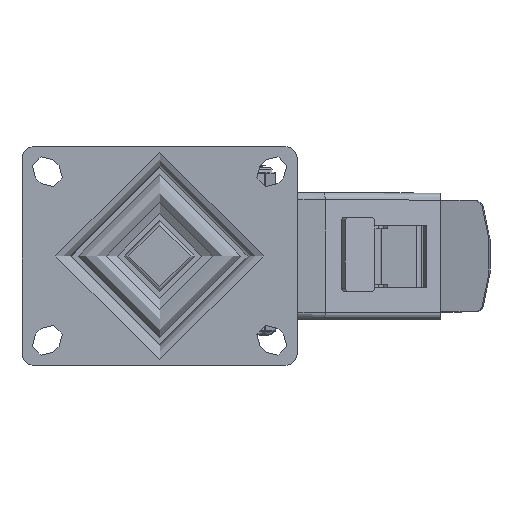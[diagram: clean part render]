
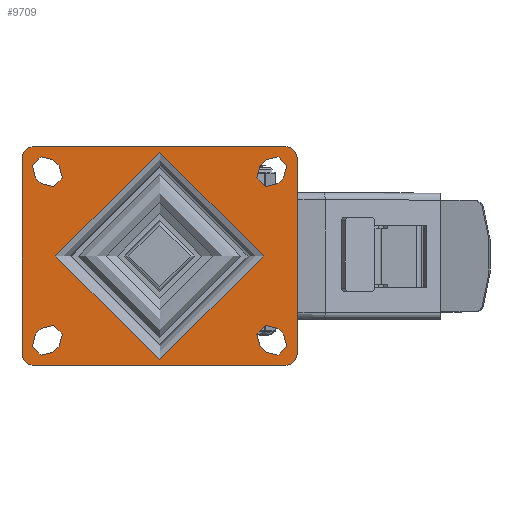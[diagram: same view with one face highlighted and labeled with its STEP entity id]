
A CAD part, top view. The second image highlights one B-rep face of the part: STEP entity #9709.
In plain terms, the highlighted planar face has unit normal (0, 0, 1).
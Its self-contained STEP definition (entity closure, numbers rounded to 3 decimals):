
#431=FACE_BOUND('',#3467,.T.);
#432=FACE_BOUND('',#3468,.T.);
#433=FACE_BOUND('',#3469,.T.);
#434=FACE_BOUND('',#3470,.T.);
#435=FACE_BOUND('',#3471,.T.);
#613=PLANE('',#10606);
#1261=LINE('',#16345,#2010);
#1265=LINE('',#16357,#2014);
#1269=LINE('',#16369,#2018);
#1273=LINE('',#16381,#2022);
#1277=LINE('',#16393,#2026);
#1281=LINE('',#16405,#2030);
#1285=LINE('',#16417,#2034);
#1289=LINE('',#16429,#2038);
#1305=LINE('',#16546,#2054);
#1307=LINE('',#16549,#2056);
#1309=LINE('',#16552,#2058);
#1310=LINE('',#16553,#2059);
#2010=VECTOR('',#12159,10.);
#2014=VECTOR('',#12171,10.);
#2018=VECTOR('',#12183,10.);
#2022=VECTOR('',#12195,10.);
#2026=VECTOR('',#12207,10.);
#2030=VECTOR('',#12219,10.);
#2034=VECTOR('',#12231,10.);
#2038=VECTOR('',#12243,10.);
#2054=VECTOR('',#12385,1000.);
#2056=VECTOR('',#12389,1000.);
#2058=VECTOR('',#12393,1000.);
#2059=VECTOR('',#12394,1000.);
#2865=FACE_OUTER_BOUND('',#3466,.T.);
#3466=EDGE_LOOP('',(#7673,#7674,#7675,#7676,#7677,#7678,#7679,#7680));
#3467=EDGE_LOOP('',(#7681,#7682,#7683,#7684));
#3468=EDGE_LOOP('',(#7685,#7686,#7687,#7688));
#3469=EDGE_LOOP('',(#7689,#7690,#7691,#7692));
#3470=EDGE_LOOP('',(#7693,#7694,#7695,#7696));
#3471=EDGE_LOOP('',(#7697));
#3995=CIRCLE('',#10516,4.5);
#3997=CIRCLE('',#10520,4.5);
#3999=CIRCLE('',#10524,4.5);
#4001=CIRCLE('',#10528,4.5);
#4003=CIRCLE('',#10532,4.5);
#4005=CIRCLE('',#10536,4.5);
#4007=CIRCLE('',#10540,4.5);
#4009=CIRCLE('',#10544,4.5);
#4015=CIRCLE('',#10552,37.);
#4024=CIRCLE('',#10566,4.);
#4026=CIRCLE('',#10569,4.);
#4028=CIRCLE('',#10572,4.);
#4030=CIRCLE('',#10575,4.);
#4660=VERTEX_POINT('',#16342);
#4661=VERTEX_POINT('',#16344);
#4663=VERTEX_POINT('',#16350);
#4665=VERTEX_POINT('',#16356);
#4668=VERTEX_POINT('',#16366);
#4669=VERTEX_POINT('',#16368);
#4671=VERTEX_POINT('',#16374);
#4673=VERTEX_POINT('',#16380);
#4676=VERTEX_POINT('',#16390);
#4677=VERTEX_POINT('',#16392);
#4679=VERTEX_POINT('',#16398);
#4681=VERTEX_POINT('',#16404);
#4684=VERTEX_POINT('',#16414);
#4685=VERTEX_POINT('',#16416);
#4687=VERTEX_POINT('',#16422);
#4689=VERTEX_POINT('',#16428);
#4693=VERTEX_POINT('',#16443);
#4700=VERTEX_POINT('',#16467);
#4701=VERTEX_POINT('',#16468);
#4704=VERTEX_POINT('',#16476);
#4705=VERTEX_POINT('',#16477);
#4708=VERTEX_POINT('',#16485);
#4709=VERTEX_POINT('',#16486);
#4712=VERTEX_POINT('',#16494);
#4713=VERTEX_POINT('',#16495);
#5695=EDGE_CURVE('',#4661,#4660,#1261,.T.);
#5698=EDGE_CURVE('',#4663,#4661,#3995,.T.);
#5701=EDGE_CURVE('',#4665,#4663,#1265,.T.);
#5704=EDGE_CURVE('',#4660,#4665,#3997,.T.);
#5707=EDGE_CURVE('',#4669,#4668,#1269,.T.);
#5710=EDGE_CURVE('',#4671,#4669,#3999,.T.);
#5713=EDGE_CURVE('',#4673,#4671,#1273,.T.);
#5716=EDGE_CURVE('',#4668,#4673,#4001,.T.);
#5719=EDGE_CURVE('',#4677,#4676,#1277,.T.);
#5722=EDGE_CURVE('',#4679,#4677,#4003,.T.);
#5725=EDGE_CURVE('',#4681,#4679,#1281,.T.);
#5728=EDGE_CURVE('',#4676,#4681,#4005,.T.);
#5731=EDGE_CURVE('',#4685,#4684,#1285,.T.);
#5734=EDGE_CURVE('',#4687,#4685,#4007,.T.);
#5737=EDGE_CURVE('',#4689,#4687,#1289,.T.);
#5740=EDGE_CURVE('',#4684,#4689,#4009,.T.);
#5746=EDGE_CURVE('',#4693,#4693,#4015,.T.);
#5757=EDGE_CURVE('',#4700,#4701,#4024,.T.);
#5761=EDGE_CURVE('',#4704,#4705,#4026,.T.);
#5765=EDGE_CURVE('',#4708,#4709,#4028,.T.);
#5769=EDGE_CURVE('',#4712,#4713,#4030,.T.);
#5792=EDGE_CURVE('',#4713,#4704,#1305,.T.);
#5794=EDGE_CURVE('',#4705,#4700,#1307,.T.);
#5796=EDGE_CURVE('',#4709,#4712,#1309,.T.);
#5797=EDGE_CURVE('',#4701,#4708,#1310,.T.);
#7673=ORIENTED_EDGE('',*,*,#5769,.F.);
#7674=ORIENTED_EDGE('',*,*,#5796,.F.);
#7675=ORIENTED_EDGE('',*,*,#5765,.F.);
#7676=ORIENTED_EDGE('',*,*,#5797,.F.);
#7677=ORIENTED_EDGE('',*,*,#5757,.F.);
#7678=ORIENTED_EDGE('',*,*,#5794,.F.);
#7679=ORIENTED_EDGE('',*,*,#5761,.F.);
#7680=ORIENTED_EDGE('',*,*,#5792,.F.);
#7681=ORIENTED_EDGE('',*,*,#5701,.T.);
#7682=ORIENTED_EDGE('',*,*,#5698,.T.);
#7683=ORIENTED_EDGE('',*,*,#5695,.T.);
#7684=ORIENTED_EDGE('',*,*,#5704,.T.);
#7685=ORIENTED_EDGE('',*,*,#5713,.T.);
#7686=ORIENTED_EDGE('',*,*,#5710,.T.);
#7687=ORIENTED_EDGE('',*,*,#5707,.T.);
#7688=ORIENTED_EDGE('',*,*,#5716,.T.);
#7689=ORIENTED_EDGE('',*,*,#5725,.T.);
#7690=ORIENTED_EDGE('',*,*,#5722,.T.);
#7691=ORIENTED_EDGE('',*,*,#5719,.T.);
#7692=ORIENTED_EDGE('',*,*,#5728,.T.);
#7693=ORIENTED_EDGE('',*,*,#5737,.T.);
#7694=ORIENTED_EDGE('',*,*,#5734,.T.);
#7695=ORIENTED_EDGE('',*,*,#5731,.T.);
#7696=ORIENTED_EDGE('',*,*,#5740,.T.);
#7697=ORIENTED_EDGE('',*,*,#5746,.F.);
#9709=ADVANCED_FACE('',(#2865,#431,#432,#433,#434,#435),#613,.T.);
#10516=AXIS2_PLACEMENT_3D('',#16351,#12165,#12166);
#10520=AXIS2_PLACEMENT_3D('',#16361,#12177,#12178);
#10524=AXIS2_PLACEMENT_3D('',#16375,#12189,#12190);
#10528=AXIS2_PLACEMENT_3D('',#16385,#12201,#12202);
#10532=AXIS2_PLACEMENT_3D('',#16399,#12213,#12214);
#10536=AXIS2_PLACEMENT_3D('',#16409,#12225,#12226);
#10540=AXIS2_PLACEMENT_3D('',#16423,#12237,#12238);
#10544=AXIS2_PLACEMENT_3D('',#16433,#12249,#12250);
#10552=AXIS2_PLACEMENT_3D('',#16445,#12265,#12266);
#10566=AXIS2_PLACEMENT_3D('',#16469,#12295,#12296);
#10569=AXIS2_PLACEMENT_3D('',#16478,#12303,#12304);
#10572=AXIS2_PLACEMENT_3D('',#16487,#12311,#12312);
#10575=AXIS2_PLACEMENT_3D('',#16496,#12319,#12320);
#10606=AXIS2_PLACEMENT_3D('',#16551,#12391,#12392);
#12159=DIRECTION('',(0.707,0.707,0.));
#12165=DIRECTION('center_axis',(0.,0.,-1.));
#12166=DIRECTION('ref_axis',(-0.707,0.707,0.));
#12171=DIRECTION('',(-0.707,-0.707,0.));
#12177=DIRECTION('center_axis',(0.,0.,-1.));
#12178=DIRECTION('ref_axis',(0.707,-0.707,0.));
#12183=DIRECTION('',(-0.707,0.707,0.));
#12189=DIRECTION('center_axis',(0.,0.,-1.));
#12190=DIRECTION('ref_axis',(-0.707,-0.707,0.));
#12195=DIRECTION('',(0.707,-0.707,0.));
#12201=DIRECTION('center_axis',(0.,0.,-1.));
#12202=DIRECTION('ref_axis',(0.707,0.707,0.));
#12207=DIRECTION('',(0.707,-0.707,0.));
#12213=DIRECTION('center_axis',(0.,0.,-1.));
#12214=DIRECTION('ref_axis',(0.707,0.707,0.));
#12219=DIRECTION('',(-0.707,0.707,0.));
#12225=DIRECTION('center_axis',(0.,0.,-1.));
#12226=DIRECTION('ref_axis',(-0.707,-0.707,0.));
#12231=DIRECTION('',(-0.707,-0.707,0.));
#12237=DIRECTION('center_axis',(0.,0.,-1.));
#12238=DIRECTION('ref_axis',(0.707,-0.707,0.));
#12243=DIRECTION('',(0.707,0.707,0.));
#12249=DIRECTION('center_axis',(0.,0.,-1.));
#12250=DIRECTION('ref_axis',(-0.707,0.707,0.));
#12265=DIRECTION('center_axis',(0.,0.,1.));
#12266=DIRECTION('ref_axis',(-1.,0.,0.));
#12295=DIRECTION('center_axis',(0.,0.,-1.));
#12296=DIRECTION('ref_axis',(-0.707,0.707,0.));
#12303=DIRECTION('center_axis',(0.,0.,-1.));
#12304=DIRECTION('ref_axis',(-0.707,-0.707,0.));
#12311=DIRECTION('center_axis',(0.,0.,-1.));
#12312=DIRECTION('ref_axis',(0.707,0.707,0.));
#12319=DIRECTION('center_axis',(0.,0.,-1.));
#12320=DIRECTION('ref_axis',(0.707,-0.707,0.));
#12385=DIRECTION('',(-1.,0.,0.));
#12389=DIRECTION('',(0.,1.,0.));
#12391=DIRECTION('center_axis',(0.,0.,1.));
#12392=DIRECTION('ref_axis',(1.,0.,0.));
#12393=DIRECTION('',(0.,-1.,0.));
#12394=DIRECTION('',(1.,0.,0.));
#16342=CARTESIAN_POINT('',(37.818,34.182,0.));
#16344=CARTESIAN_POINT('',(35.818,32.182,0.));
#16345=CARTESIAN_POINT('',(18.818,15.182,0.));
#16350=CARTESIAN_POINT('',(42.182,25.818,0.));
#16351=CARTESIAN_POINT('Origin',(39.,29.,0.));
#16356=CARTESIAN_POINT('',(44.182,27.818,0.));
#16357=CARTESIAN_POINT('',(26.182,9.818,0.));
#16361=CARTESIAN_POINT('Origin',(41.,31.,0.));
#16366=CARTESIAN_POINT('',(35.818,-32.182,0.));
#16368=CARTESIAN_POINT('',(37.818,-34.182,0.));
#16369=CARTESIAN_POINT('',(19.818,-16.182,0.));
#16374=CARTESIAN_POINT('',(44.182,-27.818,0.));
#16375=CARTESIAN_POINT('Origin',(41.,-31.,0.));
#16380=CARTESIAN_POINT('',(42.182,-25.818,0.));
#16381=CARTESIAN_POINT('',(25.182,-8.818,0.));
#16385=CARTESIAN_POINT('Origin',(39.,-29.,0.));
#16390=CARTESIAN_POINT('',(-35.818,32.182,0.));
#16392=CARTESIAN_POINT('',(-37.818,34.182,0.));
#16393=CARTESIAN_POINT('',(-19.818,16.182,0.));
#16398=CARTESIAN_POINT('',(-44.182,27.818,0.));
#16399=CARTESIAN_POINT('Origin',(-41.,31.,0.));
#16404=CARTESIAN_POINT('',(-42.182,25.818,0.));
#16405=CARTESIAN_POINT('',(-25.182,8.818,0.));
#16409=CARTESIAN_POINT('Origin',(-39.,29.,0.));
#16414=CARTESIAN_POINT('',(-37.818,-34.182,0.));
#16416=CARTESIAN_POINT('',(-35.818,-32.182,0.));
#16417=CARTESIAN_POINT('',(-18.818,-15.182,0.));
#16422=CARTESIAN_POINT('',(-42.182,-25.818,0.));
#16423=CARTESIAN_POINT('Origin',(-39.,-29.,0.));
#16428=CARTESIAN_POINT('',(-44.182,-27.818,0.));
#16429=CARTESIAN_POINT('',(-26.182,-9.818,0.));
#16433=CARTESIAN_POINT('Origin',(-41.,-31.,0.));
#16443=CARTESIAN_POINT('',(-37.,0.,0.));
#16445=CARTESIAN_POINT('Origin',(0.,0.,0.));
#16467=CARTESIAN_POINT('',(-49.,35.,0.));
#16468=CARTESIAN_POINT('',(-45.,39.,0.));
#16469=CARTESIAN_POINT('Origin',(-45.,35.,0.));
#16476=CARTESIAN_POINT('',(-45.,-39.,0.));
#16477=CARTESIAN_POINT('',(-49.,-35.,0.));
#16478=CARTESIAN_POINT('Origin',(-45.,-35.,0.));
#16485=CARTESIAN_POINT('',(45.,39.,0.));
#16486=CARTESIAN_POINT('',(49.,35.,0.));
#16487=CARTESIAN_POINT('Origin',(45.,35.,0.));
#16494=CARTESIAN_POINT('',(49.,-35.,0.));
#16495=CARTESIAN_POINT('',(45.,-39.,0.));
#16496=CARTESIAN_POINT('Origin',(45.,-35.,0.));
#16546=CARTESIAN_POINT('',(49.,-39.,0.));
#16549=CARTESIAN_POINT('',(-49.,-39.,0.));
#16551=CARTESIAN_POINT('Origin',(0.,0.,0.));
#16552=CARTESIAN_POINT('',(49.,39.,0.));
#16553=CARTESIAN_POINT('',(-49.,39.,0.));
